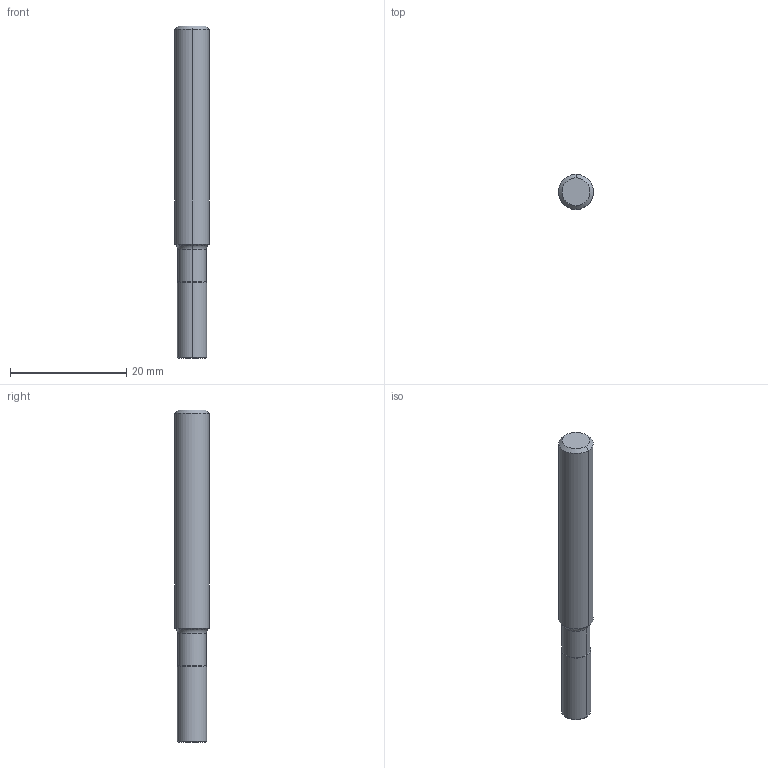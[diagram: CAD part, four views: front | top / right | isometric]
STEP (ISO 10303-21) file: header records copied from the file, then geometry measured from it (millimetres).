
FILE_DESCRIPTION((''),'2;1');
FILE_NAME('607497814-000-00-E43','2020-12-22T13:52:39',('SteckerB'),(''),'CREO PARAMETRIC BY PTC INC, 2019030','CREO PARAMETRIC BY PTC INC, 2019030','');
FILE_SCHEMA(('AP242_MANAGED_MODEL_BASED_3D_ENGINEERING_MIM_LF { 1 0 10303 442 1 1 4 }'));
Length unit declared in the file: millimetre
Products named in the file (1): 607497814-000-00-E43
Bounding box: 6 x 6 x 57 mm (x, y, z)
Volume: 1437.3 mm3; surface area: 1055.4 mm2
Topology: 1 solids, 1 shells, 18 faces, 62 edges, 50 vertices
Faces by surface type: cone 8, cylinder 6, torus 2, plane 2
Entity records: 1089 total; most frequent: DIRECTION 129, CARTESIAN_POINT 105, PRESENTATION_STYLE_ASSIGNMENT 71, ORIENTED_EDGE 68, STYLED_ITEM 66, CURVE_STYLE 65, AXIS2_PLACEMENT_3D 45, VECTOR 39
